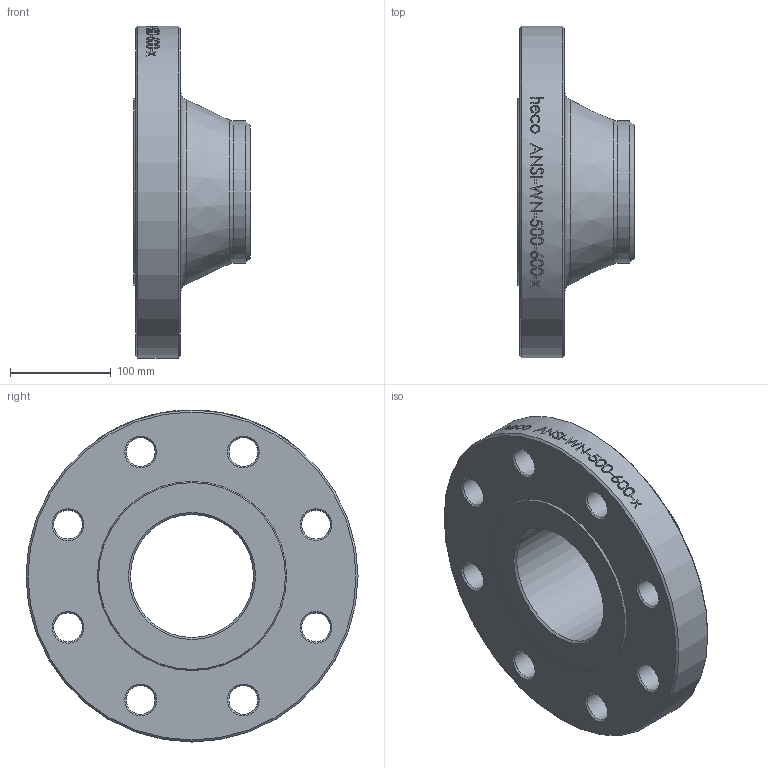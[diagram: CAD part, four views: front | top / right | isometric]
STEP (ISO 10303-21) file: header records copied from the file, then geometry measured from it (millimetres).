
FILE_DESCRIPTION (( 'STEP AP214' ), '1' );
FILE_NAME ('ANSI-WN-500-600-x Vorschweissflansch ASME B16.5 Class600 2102.STEP', '2021-02-12T10:54:36', ( '' ), ( '' ), 'SwSTEP 2.0', 'SolidWorks 2019', '' );
FILE_SCHEMA (( 'AUTOMOTIVE_DESIGN' ));
Length unit declared in the file: millimetre
Products named in the file (1): ANSI-WN-500-600-x Vorschweissflansch ASME B16.5 Class600 2102
Bounding box: 116 x 330 x 330 mm (x, y, z)
Volume: 3655920.6 mm3; surface area: 279588.3 mm2
Topology: 1 solids, 1 shells, 68 faces, 298 edges, 262 vertices
Faces by surface type: cylinder 40, cone 22, plane 4, torus 2
Full cylindrical faces by diameter (mm): 28.6 x8, 122.24 x1, 141.3 x1, 330 x1
Entity records: 8566 total; most frequent: CARTESIAN_POINT 6091, ORIENTED_EDGE 500, DIRECTION 336, EDGE_CURVE 250, VERTEX_POINT 250, AXIS2_PLACEMENT_3D 156, EDGE_LOOP 152, B_SPLINE_CURVE_WITH_KNOTS 139
